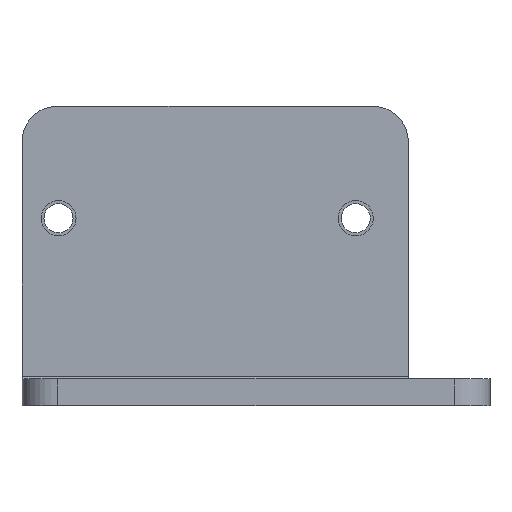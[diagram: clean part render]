
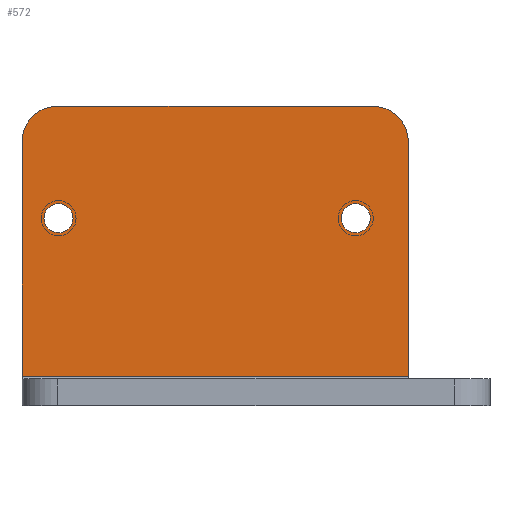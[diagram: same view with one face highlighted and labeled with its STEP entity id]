
A CAD part, top view. The second image highlights one B-rep face of the part: STEP entity #572.
In plain terms, the highlighted planar face has unit normal (0, 0, 1).
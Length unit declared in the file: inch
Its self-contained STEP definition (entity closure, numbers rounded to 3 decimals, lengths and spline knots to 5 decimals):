
#28=CARTESIAN_POINT('',(-0.6675,0.88829,-0.01));
#29=DIRECTION('',(0.,0.,1.));
#30=DIRECTION('',(0.,1.,0.));
#31=AXIS2_PLACEMENT_3D('',#28,#29,#30);
#73=CARTESIAN_POINT('',(-0.6645,0.63129,-0.01));
#74=DIRECTION('',(0.,0.,1.));
#75=DIRECTION('',(0.,1.,0.));
#76=AXIS2_PLACEMENT_3D('',#73,#74,#75);
#78=CARTESIAN_POINT('',(-0.6645,0.63129,-0.01));
#79=DIRECTION('',(0.,0.,1.));
#80=DIRECTION('',(0.,-1.,0.));
#81=AXIS2_PLACEMENT_3D('',#78,#79,#80);
#83=CARTESIAN_POINT('',(0.3355,0.63129,-0.01));
#84=DIRECTION('',(0.,0.,1.));
#85=DIRECTION('',(0.,1.,0.));
#86=AXIS2_PLACEMENT_3D('',#83,#84,#85);
#88=CARTESIAN_POINT('',(0.3355,0.63129,-0.01));
#89=DIRECTION('',(0.,0.,1.));
#90=DIRECTION('',(0.,-1.,0.));
#91=AXIS2_PLACEMENT_3D('',#88,#89,#90);
#93=DIRECTION('',(0.,1.,0.));
#94=VECTOR('',#93,0.78829);
#95=CARTESIAN_POINT('',(0.5125,0.1,-0.01));
#96=LINE('',#95,#94);
#97=DIRECTION('',(1.,0.,0.));
#98=VECTOR('',#97,1.3);
#99=CARTESIAN_POINT('',(-0.7875,0.1,-0.01));
#100=LINE('',#99,#98);
#101=DIRECTION('',(0.,-1.,0.));
#102=VECTOR('',#101,0.78829);
#103=CARTESIAN_POINT('',(-0.7875,0.88829,-0.01));
#104=LINE('',#103,#102);
#105=DIRECTION('',(-1.,0.,0.));
#106=VECTOR('',#105,1.06);
#107=CARTESIAN_POINT('',(0.3925,1.00829,-0.01));
#108=LINE('',#107,#106);
#134=CARTESIAN_POINT('',(0.3925,0.88829,-0.01));
#135=DIRECTION('',(0.,0.,1.));
#136=DIRECTION('',(1.,0.,0.));
#137=AXIS2_PLACEMENT_3D('',#134,#135,#136);
#356=CARTESIAN_POINT('',(-0.7875,0.1,-0.01));
#357=CARTESIAN_POINT('',(0.5125,0.1,-0.01));
#358=VERTEX_POINT('',#356);
#359=VERTEX_POINT('',#357);
#372=CARTESIAN_POINT('',(-0.6645,0.68029,-0.01));
#373=CARTESIAN_POINT('',(-0.6645,0.58229,-0.01));
#374=VERTEX_POINT('',#372);
#375=VERTEX_POINT('',#373);
#376=CARTESIAN_POINT('',(0.3355,0.68029,-0.01));
#377=CARTESIAN_POINT('',(0.3355,0.58229,-0.01));
#378=VERTEX_POINT('',#376);
#379=VERTEX_POINT('',#377);
#404=CARTESIAN_POINT('',(0.3925,1.00829,-0.01));
#406=VERTEX_POINT('',#404);
#410=CARTESIAN_POINT('',(0.5125,0.88829,-0.01));
#411=VERTEX_POINT('',#410);
#412=CARTESIAN_POINT('',(-0.7875,0.88829,-0.01));
#414=VERTEX_POINT('',#412);
#418=CARTESIAN_POINT('',(-0.6675,1.00829,-0.01));
#419=VERTEX_POINT('',#418);
#544=CARTESIAN_POINT('',(-0.7875,0.08429,-0.01));
#545=DIRECTION('',(0.,0.,1.));
#546=DIRECTION('',(0.,1.,0.));
#547=AXIS2_PLACEMENT_3D('',#544,#545,#546);
#548=PLANE('',#547);
#550=ORIENTED_EDGE('',*,*,#549,.F.);
#552=ORIENTED_EDGE('',*,*,#551,.F.);
#554=ORIENTED_EDGE('',*,*,#553,.F.);
#555=ORIENTED_EDGE('',*,*,#467,.F.);
#556=ORIENTED_EDGE('',*,*,#494,.F.);
#558=ORIENTED_EDGE('',*,*,#557,.F.);
#559=EDGE_LOOP('',(#550,#552,#554,#555,#556,#558));
#560=FACE_OUTER_BOUND('',#559,.F.);
#562=ORIENTED_EDGE('',*,*,#561,.T.);
#564=ORIENTED_EDGE('',*,*,#563,.T.);
#565=EDGE_LOOP('',(#562,#564));
#566=FACE_BOUND('',#565,.F.);
#567=ORIENTED_EDGE('',*,*,#534,.T.);
#569=ORIENTED_EDGE('',*,*,#568,.T.);
#570=EDGE_LOOP('',(#567,#569));
#571=FACE_BOUND('',#570,.F.);
#572=ADVANCED_FACE('',(#560,#566,#571),#548,.T.);
#32=CIRCLE('',#31,0.12);
#77=CIRCLE('',#76,0.049);
#82=CIRCLE('',#81,0.049);
#87=CIRCLE('',#86,0.049);
#92=CIRCLE('',#91,0.049);
#138=CIRCLE('',#137,0.12);
#467=EDGE_CURVE('',#414,#358,#104,.T.);
#494=EDGE_CURVE('',#419,#414,#32,.T.);
#534=EDGE_CURVE('',#374,#375,#77,.T.);
#549=EDGE_CURVE('',#411,#406,#138,.T.);
#551=EDGE_CURVE('',#359,#411,#96,.T.);
#553=EDGE_CURVE('',#358,#359,#100,.T.);
#557=EDGE_CURVE('',#406,#419,#108,.T.);
#561=EDGE_CURVE('',#378,#379,#87,.T.);
#563=EDGE_CURVE('',#379,#378,#92,.T.);
#568=EDGE_CURVE('',#375,#374,#82,.T.);
